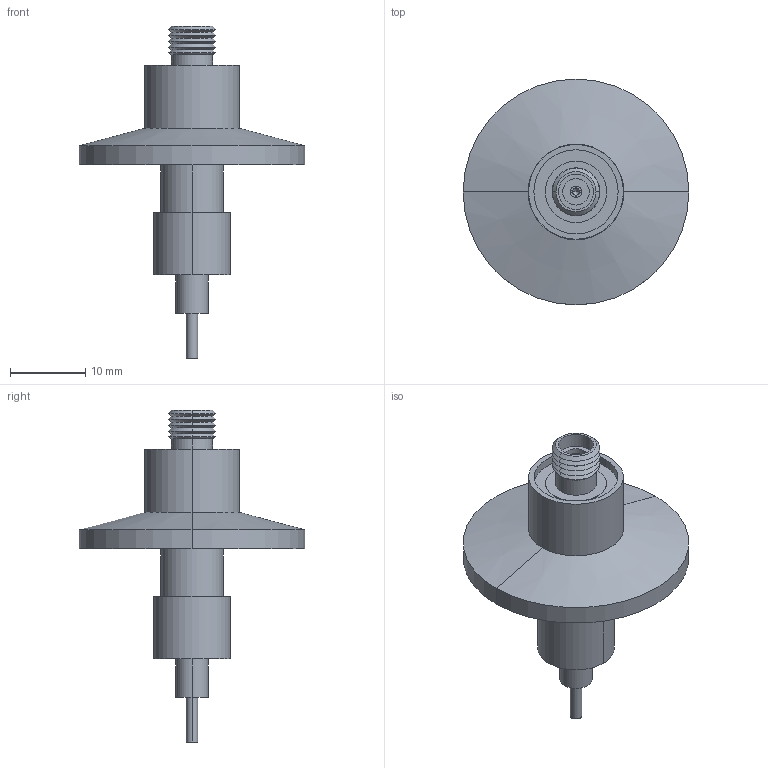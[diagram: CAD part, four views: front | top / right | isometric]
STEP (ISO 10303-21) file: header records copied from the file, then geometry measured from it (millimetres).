
FILE_DESCRIPTION (( 'STEP AP203' ), '1' );
FILE_NAME ('A1922-1-QF.STEP', '2012-04-09T16:52:05', ( '' ), ( '' ), 'SwSTEP 2.0', 'SolidWorks 2011', '' );
FILE_SCHEMA (( 'CONFIG_CONTROL_DESIGN' ));
Length unit declared in the file: inch
Products named in the file (1): A1922-1-QF
Bounding box: 29.97 x 29.97 x 44.07 mm (x, y, z)
Volume: 4238.8 mm3; surface area: 3880.5 mm2
Topology: 1 solids, 4 shells, 125 faces, 274 edges, 169 vertices
Faces by surface type: cylinder 54, plane 39, cone 32
Entity records: 3497 total; most frequent: DIRECTION 670, CARTESIAN_POINT 563, ORIENTED_EDGE 536, AXIS2_PLACEMENT_3D 276, EDGE_CURVE 268, VERTEX_POINT 169, CIRCLE 150, EDGE_LOOP 145
